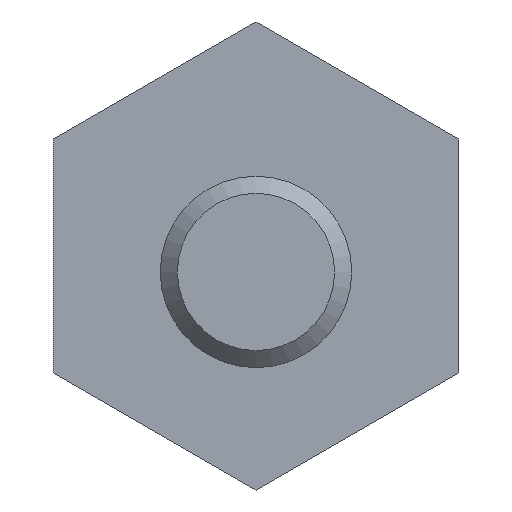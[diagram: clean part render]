
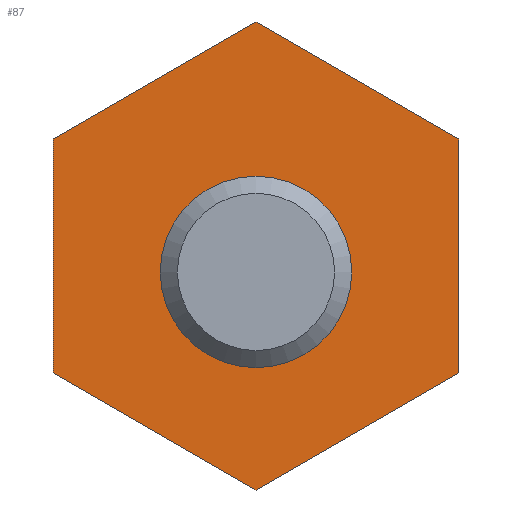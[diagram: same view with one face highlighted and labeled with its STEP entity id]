
A CAD part, front view. The second image highlights one B-rep face of the part: STEP entity #87.
In plain terms, the highlighted planar face has unit normal (0, -1, 0).
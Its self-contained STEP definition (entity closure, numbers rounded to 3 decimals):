
#87 = ADVANCED_FACE( '', ( #177, #178 ), #179, .F. );
#177 = FACE_BOUND( '', #262, .T. );
#178 = FACE_OUTER_BOUND( '', #263, .T. );
#179 = PLANE( '', #264 );
#262 = EDGE_LOOP( '', ( #429 ) );
#263 = EDGE_LOOP( '', ( #430, #431, #432, #433, #434, #435 ) );
#264 = AXIS2_PLACEMENT_3D( '', #436, #437, #438 );
#429 = ORIENTED_EDGE( '', *, *, #475, .F. );
#430 = ORIENTED_EDGE( '', *, *, #517, .F. );
#431 = ORIENTED_EDGE( '', *, *, #471, .F. );
#432 = ORIENTED_EDGE( '', *, *, #481, .F. );
#433 = ORIENTED_EDGE( '', *, *, #514, .F. );
#434 = ORIENTED_EDGE( '', *, *, #511, .F. );
#435 = ORIENTED_EDGE( '', *, *, #502, .F. );
#436 = CARTESIAN_POINT( '', ( 0., -9.5, 0. ) );
#437 = DIRECTION( '', ( 0., 1., 0. ) );
#438 = DIRECTION( '', ( 0., 0., 1. ) );
#471 = EDGE_CURVE( '', #550, #552, #553, .T. );
#475 = EDGE_CURVE( '', #558, #558, #559, .F. );
#481 = EDGE_CURVE( '', #565, #550, #567, .T. );
#502 = EDGE_CURVE( '', #595, #597, #598, .T. );
#511 = EDGE_CURVE( '', #597, #609, #610, .T. );
#514 = EDGE_CURVE( '', #609, #565, #613, .T. );
#517 = EDGE_CURVE( '', #552, #595, #616, .T. );
#550 = VERTEX_POINT( '', #659 );
#552 = VERTEX_POINT( '', #662 );
#553 = LINE( '', #663, #664 );
#558 = VERTEX_POINT( '', #670 );
#559 = CIRCLE( '', #671, 4.7 );
#565 = VERTEX_POINT( '', #677 );
#567 = LINE( '', #680, #681 );
#595 = VERTEX_POINT( '', #722 );
#597 = VERTEX_POINT( '', #725 );
#598 = LINE( '', #726, #727 );
#609 = VERTEX_POINT( '', #740 );
#610 = LINE( '', #741, #742 );
#613 = LINE( '', #746, #747 );
#616 = LINE( '', #750, #751 );
#659 = CARTESIAN_POINT( '', ( 0., -9.5, -13.665 ) );
#662 = CARTESIAN_POINT( '', ( -12.7, -9.5, -6.332 ) );
#663 = CARTESIAN_POINT( '', ( 0., -9.5, -13.665 ) );
#664 = VECTOR( '', #774, 1000. );
#670 = CARTESIAN_POINT( '', ( 0., -9.5, 4.7 ) );
#671 = AXIS2_PLACEMENT_3D( '', #779, #780, #781 );
#677 = CARTESIAN_POINT( '', ( 12.7, -9.5, -6.332 ) );
#680 = CARTESIAN_POINT( '', ( 12.7, -9.5, -6.332 ) );
#681 = VECTOR( '', #786, 1000. );
#722 = CARTESIAN_POINT( '', ( -12.7, -9.5, 8.332 ) );
#725 = CARTESIAN_POINT( '', ( 0., -9.5, 15.665 ) );
#726 = CARTESIAN_POINT( '', ( -12.7, -9.5, 8.332 ) );
#727 = VECTOR( '', #801, 1000. );
#740 = CARTESIAN_POINT( '', ( 12.7, -9.5, 8.332 ) );
#741 = CARTESIAN_POINT( '', ( 0., -9.5, 15.665 ) );
#742 = VECTOR( '', #810, 1000. );
#746 = CARTESIAN_POINT( '', ( 12.7, -9.5, 8.332 ) );
#747 = VECTOR( '', #812, 1000. );
#750 = CARTESIAN_POINT( '', ( -12.7, -9.5, -6.332 ) );
#751 = VECTOR( '', #813, 1000. );
#774 = DIRECTION( '', ( -0.866, 0., 0.5 ) );
#779 = CARTESIAN_POINT( '', ( 0., -9.5, 0. ) );
#780 = DIRECTION( '', ( 0., 1., 0. ) );
#781 = DIRECTION( '', ( 0., 0., 1. ) );
#786 = DIRECTION( '', ( -0.866, 0., -0.5 ) );
#801 = DIRECTION( '', ( 0.866, 0., 0.5 ) );
#810 = DIRECTION( '', ( 0.866, 0., -0.5 ) );
#812 = DIRECTION( '', ( 0., 0., -1. ) );
#813 = DIRECTION( '', ( 0., 0., 1. ) );
